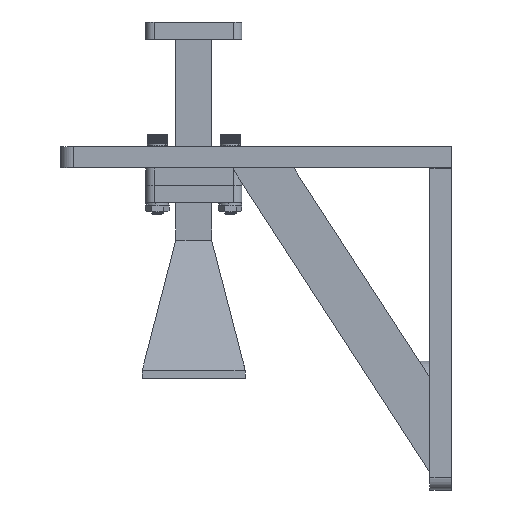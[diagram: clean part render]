
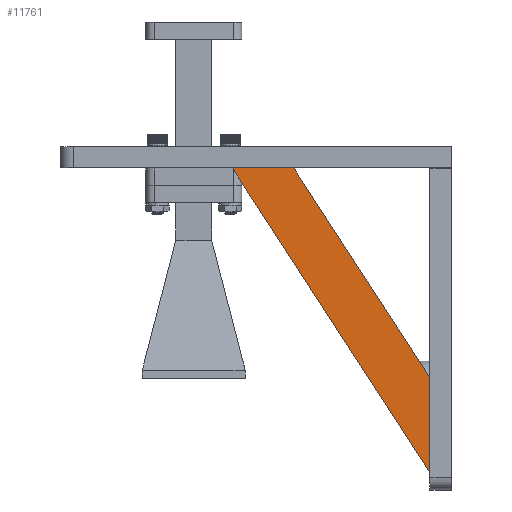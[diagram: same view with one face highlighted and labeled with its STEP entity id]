
A CAD part, left-side view. The second image highlights one B-rep face of the part: STEP entity #11761.
In plain terms, the highlighted planar face has unit normal (-1, 0, 0).
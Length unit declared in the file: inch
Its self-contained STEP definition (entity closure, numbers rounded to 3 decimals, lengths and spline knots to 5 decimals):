
#1062 = VECTOR ( 'NONE', #26874, 39.37008 ) ;
#1229 = FACE_OUTER_BOUND ( 'NONE', #29115, .T. ) ;
#2543 = VECTOR ( 'NONE', #5695, 39.37008 ) ;
#3434 = DIRECTION ( 'NONE',  ( 0., 0., -1. ) ) ;
#4654 = CARTESIAN_POINT ( 'NONE',  ( -1.22047, 0.19685, -2.99056 ) ) ;
#5132 = VERTEX_POINT ( 'NONE', #26711 ) ;
#5198 = VECTOR ( 'NONE', #14951, 39.37008 ) ;
#5256 = VERTEX_POINT ( 'NONE', #18534 ) ;
#5438 = VERTEX_POINT ( 'NONE', #12303 ) ;
#5695 = DIRECTION ( 'NONE',  ( 0., -1., 0. ) ) ;
#5727 = DIRECTION ( 'NONE',  ( 0., -0.544, -0.839 ) ) ;
#6644 = ORIENTED_EDGE ( 'NONE', *, *, #9653, .F. ) ;
#6957 = VERTEX_POINT ( 'NONE', #24699 ) ;
#7592 = CARTESIAN_POINT ( 'NONE',  ( -1.22047, 1.44488, -0.19685 ) ) ;
#8074 = CARTESIAN_POINT ( 'NONE',  ( -1.22047, 0.19685, -2.12205 ) ) ;
#9653 = EDGE_CURVE ( 'NONE', #5256, #5438, #25189, .T. ) ;
#11761 = ADVANCED_FACE ( 'NONE', ( #1229 ), #19955, .F. ) ;
#12303 = CARTESIAN_POINT ( 'NONE',  ( -1.22047, 0.19685, -2.12205 ) ) ;
#14897 = CARTESIAN_POINT ( 'NONE',  ( -1.22047, 2.00791, -0.19685 ) ) ;
#14951 = DIRECTION ( 'NONE',  ( 0., 0., -1. ) ) ;
#16509 = LINE ( 'NONE', #4654, #5198 ) ;
#16761 = VECTOR ( 'NONE', #5727, 39.37008 ) ;
#17830 = AXIS2_PLACEMENT_3D ( 'NONE', #27119, #17916, #3434 ) ;
#17916 = DIRECTION ( 'NONE',  ( 1., 0., 0. ) ) ;
#18534 = CARTESIAN_POINT ( 'NONE',  ( -1.22047, 1.44488, -0.19685 ) ) ;
#19589 = LINE ( 'NONE', #7592, #2543 ) ;
#19955 = PLANE ( 'NONE',  #17830 ) ;
#21329 = EDGE_CURVE ( 'NONE', #5438, #5132, #16509, .T. ) ;
#21595 = ORIENTED_EDGE ( 'NONE', *, *, #28723, .F. ) ;
#24699 = CARTESIAN_POINT ( 'NONE',  ( -1.22047, 2.00791, -0.19685 ) ) ;
#25189 = LINE ( 'NONE', #8074, #16761 ) ;
#25431 = ORIENTED_EDGE ( 'NONE', *, *, #28310, .F. ) ;
#26409 = LINE ( 'NONE', #14897, #1062 ) ;
#26711 = CARTESIAN_POINT ( 'NONE',  ( -1.22047, 0.19685, -2.99056 ) ) ;
#26874 = DIRECTION ( 'NONE',  ( 0., 0.544, 0.839 ) ) ;
#27119 = CARTESIAN_POINT ( 'NONE',  ( -1.22047, 0., 0. ) ) ;
#28310 = EDGE_CURVE ( 'NONE', #6957, #5256, #19589, .T. ) ;
#28723 = EDGE_CURVE ( 'NONE', #5132, #6957, #26409, .T. ) ;
#29115 = EDGE_LOOP ( 'NONE', ( #30008, #6644, #25431, #21595 ) ) ;
#30008 = ORIENTED_EDGE ( 'NONE', *, *, #21329, .F. ) ;
